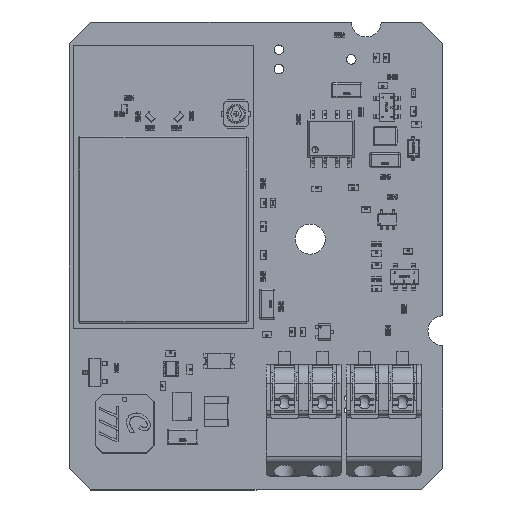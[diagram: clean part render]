
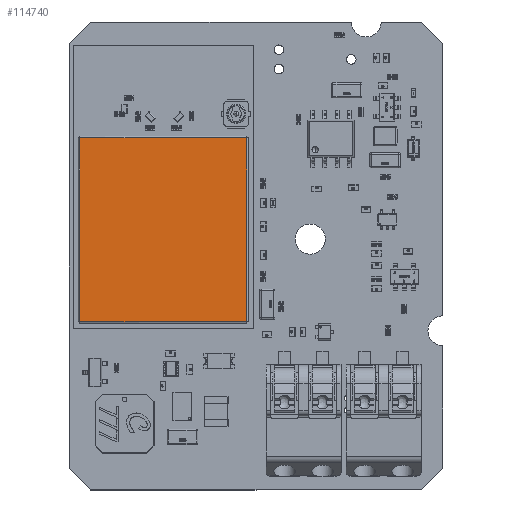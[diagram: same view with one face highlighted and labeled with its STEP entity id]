
A CAD part, top view. The second image highlights one B-rep face of the part: STEP entity #114740.
In plain terms, the highlighted planar face has unit normal (0, 0, 1).
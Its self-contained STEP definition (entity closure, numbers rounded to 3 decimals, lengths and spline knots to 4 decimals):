
#35294 = EDGE_LOOP ( 'NONE', ( #279833, #186296, #59165, #247541 ) ) ;
#37061 = DIRECTION ( 'NONE',  ( 1., 0., 0. ) ) ;
#51406 = FACE_OUTER_BOUND ( 'NONE', #35294, .T. ) ;
#52692 = LINE ( 'NONE', #252195, #130598 ) ;
#56407 = CARTESIAN_POINT ( 'NONE',  ( 0.7361, 1.4596, 0.1258 ) ) ;
#59165 = ORIENTED_EDGE ( 'NONE', *, *, #252186, .T. ) ;
#61383 = CARTESIAN_POINT ( 'NONE',  ( 0.0445, 0.697, 0.1258 ) ) ;
#71858 = VERTEX_POINT ( 'NONE', #278398 ) ;
#73098 = DIRECTION ( 'NONE',  ( 0., 0., 1. ) ) ;
#79969 = EDGE_CURVE ( 'NONE', #172080, #71858, #152929, .T. ) ;
#83226 = VECTOR ( 'NONE', #215043, 39.3701 ) ;
#95229 = DIRECTION ( 'NONE',  ( 0., -1., 0. ) ) ;
#98290 = PLANE ( 'NONE',  #124115 ) ;
#114740 = ADVANCED_FACE ( 'NONE', ( #51406 ), #98290, .T. ) ;
#124115 = AXIS2_PLACEMENT_3D ( 'NONE', #201350, #73098, #256404 ) ;
#130598 = VECTOR ( 'NONE', #95229, 39.3701 ) ;
#141281 = CARTESIAN_POINT ( 'NONE',  ( 0.0437, 0.697, 0.1258 ) ) ;
#152929 = LINE ( 'NONE', #188670, #83226 ) ;
#164053 = VECTOR ( 'NONE', #209297, 39.3701 ) ;
#172080 = VERTEX_POINT ( 'NONE', #56407 ) ;
#182948 = CARTESIAN_POINT ( 'NONE',  ( 0.7361, 0.6903, 0.1258 ) ) ;
#184837 = VECTOR ( 'NONE', #37061, 39.3701 ) ;
#186296 = ORIENTED_EDGE ( 'NONE', *, *, #287532, .T. ) ;
#188670 = CARTESIAN_POINT ( 'NONE',  ( 0.0437, 1.4596, 0.1258 ) ) ;
#201350 = CARTESIAN_POINT ( 'NONE',  ( 0.0437, 0.6903, 0.1258 ) ) ;
#209297 = DIRECTION ( 'NONE',  ( 0., 1., 0. ) ) ;
#211434 = VERTEX_POINT ( 'NONE', #61383 ) ;
#215043 = DIRECTION ( 'NONE',  ( -1., 0., 0. ) ) ;
#234970 = CARTESIAN_POINT ( 'NONE',  ( 0.7361, 0.697, 0.1258 ) ) ;
#247541 = ORIENTED_EDGE ( 'NONE', *, *, #269627, .T. ) ;
#250260 = LINE ( 'NONE', #182948, #164053 ) ;
#252186 = EDGE_CURVE ( 'NONE', #211434, #328647, #316077, .T. ) ;
#252195 = CARTESIAN_POINT ( 'NONE',  ( 0.0445, 0.6903, 0.1258 ) ) ;
#256404 = DIRECTION ( 'NONE',  ( 1., 0., 0. ) ) ;
#269627 = EDGE_CURVE ( 'NONE', #328647, #172080, #250260, .T. ) ;
#278398 = CARTESIAN_POINT ( 'NONE',  ( 0.0445, 1.4596, 0.1258 ) ) ;
#279833 = ORIENTED_EDGE ( 'NONE', *, *, #79969, .T. ) ;
#287532 = EDGE_CURVE ( 'NONE', #71858, #211434, #52692, .T. ) ;
#316077 = LINE ( 'NONE', #141281, #184837 ) ;
#328647 = VERTEX_POINT ( 'NONE', #234970 ) ;
